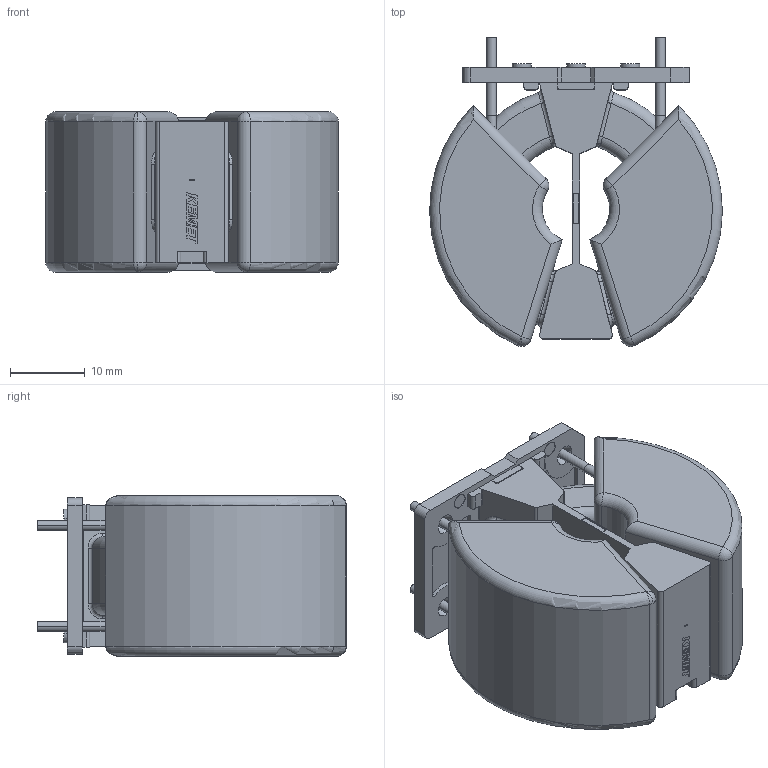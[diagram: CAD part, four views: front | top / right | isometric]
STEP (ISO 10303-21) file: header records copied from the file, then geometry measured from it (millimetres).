
FILE_DESCRIPTION (( 'STEP AP214' ), '1' );
FILE_NAME ('簡易版_SC29XV-080-1R3A026JV.STEP', '2023-03-30T09:45:34', ( '' ), ( '' ), 'SwSTEP 2.0', 'SolidWorks 2022', '' );
FILE_SCHEMA (( 'AUTOMOTIVE_DESIGN' ));
Length unit declared in the file: millimetre
Products named in the file (1): 簡易版_SC29XV-080-1R3A026JV
Bounding box: 38.99 x 41.2 x 21.4 mm (x, y, z)
Volume: 20052.4 mm3; surface area: 9954.9 mm2
Topology: 4 solids, 16 shells, 575 faces, 1476 edges, 939 vertices
Faces by surface type: plane 281, cylinder 197, torus 40, bspline 39, sphere 10, cone 8
Entity records: 24884 total; most frequent: CARTESIAN_POINT 4776, ORIENTED_EDGE 2944, DIRECTION 2797, EDGE_CURVE 1472, AXIS2_PLACEMENT_3D 1000, VERTEX_POINT 939, VECTOR 797, LINE 797
